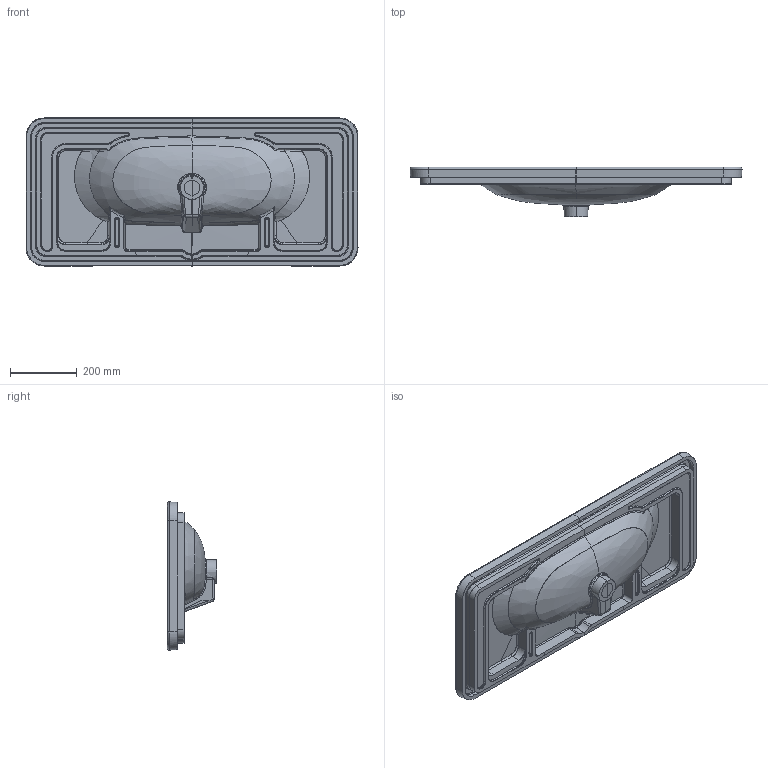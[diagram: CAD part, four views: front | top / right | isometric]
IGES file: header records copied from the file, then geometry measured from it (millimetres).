
Global section: file name: 5687_TEK.CIZ.igs; native system: NX V7.5; preprocessor: SIEMENS PLM Software NX 7.5; date: 20120615.140847; units: millimetre
Bounding box: 993.3 x 147.79 x 443.3 mm (x, y, z)
Surface area: 1286740.4 mm2 (no closed solid volume)
Topology: 0 solids, 4 shells, 334 faces, 2339 edges, 2338 vertices
Faces by surface type: bspline 322, offset 12
